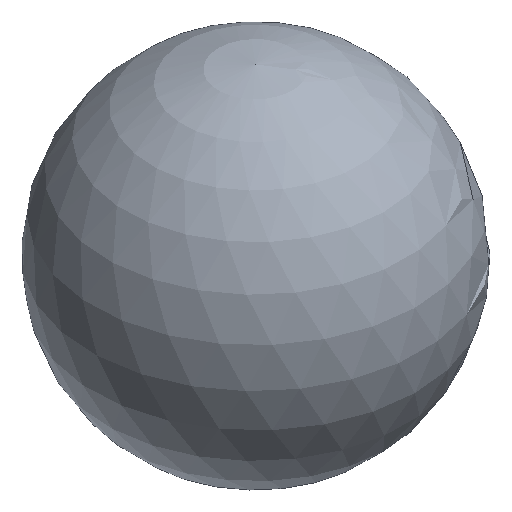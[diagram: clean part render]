
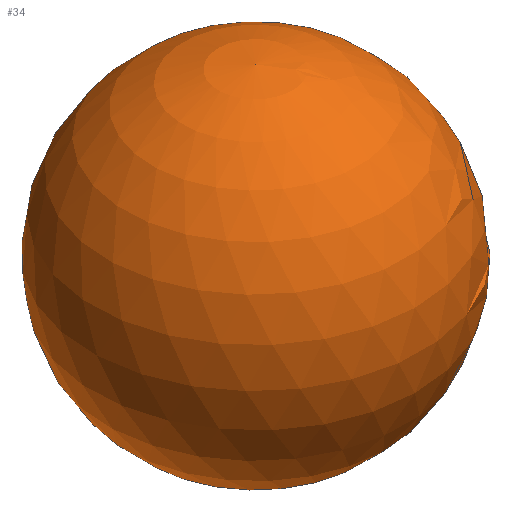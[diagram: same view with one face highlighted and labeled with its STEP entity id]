
A CAD part, isometric view. The second image highlights one B-rep face of the part: STEP entity #34.
In plain terms, the highlighted spherical face has radius 12.5 mm.
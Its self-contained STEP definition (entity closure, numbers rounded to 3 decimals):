
#6 = ORIENTED_EDGE ( 'NONE', *, *, #30, .F. ) ;
#9 = CARTESIAN_POINT ( 'NONE',  ( 0., 12.247, -2.5 ) ) ;
#11 = CARTESIAN_POINT ( 'NONE',  ( 0., 0., 0. ) ) ;
#12 = CARTESIAN_POINT ( 'NONE',  ( 0., 12.247, 0. ) ) ;
#22 = DIRECTION ( 'NONE',  ( 0., 0., -1. ) ) ;
#28 = VERTEX_POINT ( 'NONE', #9 ) ;
#30 = EDGE_CURVE ( 'NONE', #28, #28, #40, .T. ) ;
#31 = AXIS2_PLACEMENT_3D ( 'NONE', #11, #55, #66 ) ;
#34 = ADVANCED_FACE ( 'NONE', ( #104 ), #111, .T. ) ;
#40 = CIRCLE ( 'NONE', #128, 2.5 ) ;
#41 = EDGE_LOOP ( 'NONE', ( #6 ) ) ;
#50 = DIRECTION ( 'NONE',  ( 0., 1., 0. ) ) ;
#55 = DIRECTION ( 'NONE',  ( 0., 0., -1. ) ) ;
#66 = DIRECTION ( 'NONE',  ( -1., 0., 0. ) ) ;
#104 = FACE_OUTER_BOUND ( 'NONE', #41, .T. ) ;
#111 = SPHERICAL_SURFACE ( 'NONE', #31, 12.5 ) ;
#128 = AXIS2_PLACEMENT_3D ( 'NONE', #12, #50, #22 ) ;
